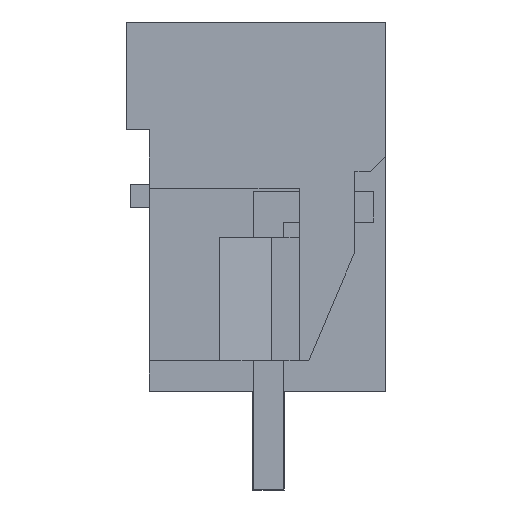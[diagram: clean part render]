
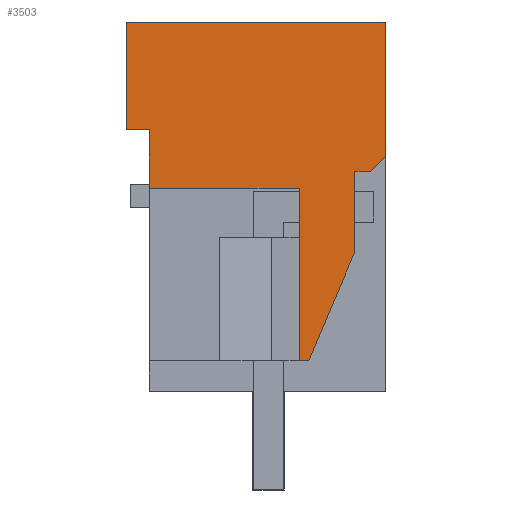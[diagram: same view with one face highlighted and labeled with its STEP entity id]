
A CAD part, left-side view. The second image highlights one B-rep face of the part: STEP entity #3503.
In plain terms, the highlighted planar face has unit normal (-1, 0, 0).
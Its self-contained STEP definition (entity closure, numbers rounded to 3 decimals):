
#3428=AXIS2_PLACEMENT_3D('Plane Axis2P3D',#3425,#3426,#3427) ;
#1729=CARTESIAN_POINT('Vertex',(0.,0.,15.2)) ;
#1732=CARTESIAN_POINT('Line Origine',(0.,0.,13.023)) ;
#1736=CARTESIAN_POINT('Vertex',(0.,0.,10.846)) ;
#2481=CARTESIAN_POINT('Vertex',(0.,7.68,9.8)) ;
#2484=CARTESIAN_POINT('Line Origine',(0.,7.68,10.75)) ;
#2488=CARTESIAN_POINT('Vertex',(0.,7.68,11.7)) ;
#3406=CARTESIAN_POINT('Line Origine',(0.,0.25,10.596)) ;
#3410=CARTESIAN_POINT('Vertex',(0.,0.5,10.346)) ;
#3425=CARTESIAN_POINT('Axis2P3D Location',(0.,-1.5,3.2)) ;
#3430=CARTESIAN_POINT('Line Origine',(0.,4.215,15.2)) ;
#3434=CARTESIAN_POINT('Vertex',(0.,8.43,15.2)) ;
#3437=CARTESIAN_POINT('Line Origine',(0.,8.43,13.45)) ;
#3441=CARTESIAN_POINT('Vertex',(0.,8.43,11.7)) ;
#3444=CARTESIAN_POINT('Line Origine',(0.,8.055,11.7)) ;
#3449=CARTESIAN_POINT('Line Origine',(0.,5.245,9.8)) ;
#3453=CARTESIAN_POINT('Vertex',(0.,2.81,9.8)) ;
#3456=CARTESIAN_POINT('Line Origine',(0.,2.81,7.)) ;
#3460=CARTESIAN_POINT('Vertex',(0.,2.81,4.2)) ;
#3463=CARTESIAN_POINT('Line Origine',(0.,2.655,4.2)) ;
#3467=CARTESIAN_POINT('Vertex',(0.,2.501,4.2)) ;
#3470=CARTESIAN_POINT('Line Origine',(0.,1.752,5.968)) ;
#3474=CARTESIAN_POINT('Vertex',(0.,1.003,7.735)) ;
#3477=CARTESIAN_POINT('Line Origine',(0.,1.003,9.041)) ;
#3481=CARTESIAN_POINT('Vertex',(0.,1.003,10.346)) ;
#3484=CARTESIAN_POINT('Line Origine',(0.,0.751,10.346)) ;
#1733=DIRECTION('Vector Direction',(0.,0.,1.)) ;
#2485=DIRECTION('Vector Direction',(0.,0.,-1.)) ;
#3407=DIRECTION('Vector Direction',(0.,-0.707,0.707)) ;
#3426=DIRECTION('Axis2P3D Direction',(-1.,0.,0.)) ;
#3427=DIRECTION('Axis2P3D XDirection',(0.,0.,1.)) ;
#3431=DIRECTION('Vector Direction',(0.,1.,0.)) ;
#3438=DIRECTION('Vector Direction',(0.,0.,-1.)) ;
#3445=DIRECTION('Vector Direction',(0.,-1.,0.)) ;
#3450=DIRECTION('Vector Direction',(0.,-1.,0.)) ;
#3457=DIRECTION('Vector Direction',(0.,0.,-1.)) ;
#3464=DIRECTION('Vector Direction',(0.,1.,0.)) ;
#3471=DIRECTION('Vector Direction',(0.,0.39,-0.921)) ;
#3478=DIRECTION('Vector Direction',(0.,0.,-1.)) ;
#3485=DIRECTION('Vector Direction',(0.,-1.,0.)) ;
#1734=VECTOR('Line Direction',#1733,1.) ;
#2486=VECTOR('Line Direction',#2485,1.) ;
#3408=VECTOR('Line Direction',#3407,1.) ;
#3432=VECTOR('Line Direction',#3431,1.) ;
#3439=VECTOR('Line Direction',#3438,1.) ;
#3446=VECTOR('Line Direction',#3445,1.) ;
#3451=VECTOR('Line Direction',#3450,1.) ;
#3458=VECTOR('Line Direction',#3457,1.) ;
#3465=VECTOR('Line Direction',#3464,1.) ;
#3472=VECTOR('Line Direction',#3471,1.) ;
#3479=VECTOR('Line Direction',#3478,1.) ;
#3486=VECTOR('Line Direction',#3485,1.) ;
#3490=ORIENTED_EDGE('',*,*,#1738,.T.) ;
#3491=ORIENTED_EDGE('',*,*,#3436,.T.) ;
#3492=ORIENTED_EDGE('',*,*,#3443,.T.) ;
#3493=ORIENTED_EDGE('',*,*,#3448,.T.) ;
#3494=ORIENTED_EDGE('',*,*,#2490,.T.) ;
#3495=ORIENTED_EDGE('',*,*,#3455,.T.) ;
#3496=ORIENTED_EDGE('',*,*,#3462,.T.) ;
#3497=ORIENTED_EDGE('',*,*,#3469,.F.) ;
#3498=ORIENTED_EDGE('',*,*,#3476,.F.) ;
#3499=ORIENTED_EDGE('',*,*,#3483,.F.) ;
#3500=ORIENTED_EDGE('',*,*,#3488,.F.) ;
#3501=ORIENTED_EDGE('',*,*,#3412,.F.) ;
#3503=ADVANCED_FACE('HOUSING',(#3502),#3429,.T.) ;
#1738=EDGE_CURVE('',#1737,#1730,#1735,.T.) ;
#2490=EDGE_CURVE('',#2489,#2482,#2487,.T.) ;
#3412=EDGE_CURVE('',#1737,#3411,#3409,.F.) ;
#3436=EDGE_CURVE('',#1730,#3435,#3433,.T.) ;
#3443=EDGE_CURVE('',#3435,#3442,#3440,.T.) ;
#3448=EDGE_CURVE('',#3442,#2489,#3447,.T.) ;
#3455=EDGE_CURVE('',#2482,#3454,#3452,.T.) ;
#3462=EDGE_CURVE('',#3454,#3461,#3459,.T.) ;
#3469=EDGE_CURVE('',#3468,#3461,#3466,.T.) ;
#3476=EDGE_CURVE('',#3475,#3468,#3473,.T.) ;
#3483=EDGE_CURVE('',#3482,#3475,#3480,.T.) ;
#3488=EDGE_CURVE('',#3411,#3482,#3487,.F.) ;
#3489=EDGE_LOOP('',(#3490,#3491,#3492,#3493,#3494,#3495,#3496,#3497,#3498,#3499,#3500,#3501)) ;
#3502=FACE_OUTER_BOUND('',#3489,.T.) ;
#1735=LINE('Line',#1732,#1734) ;
#2487=LINE('Line',#2484,#2486) ;
#3409=LINE('Line',#3406,#3408) ;
#3433=LINE('Line',#3430,#3432) ;
#3440=LINE('Line',#3437,#3439) ;
#3447=LINE('Line',#3444,#3446) ;
#3452=LINE('Line',#3449,#3451) ;
#3459=LINE('Line',#3456,#3458) ;
#3466=LINE('Line',#3463,#3465) ;
#3473=LINE('Line',#3470,#3472) ;
#3480=LINE('Line',#3477,#3479) ;
#3487=LINE('Line',#3484,#3486) ;
#3429=PLANE('',#3428) ;
#1730=VERTEX_POINT('',#1729) ;
#1737=VERTEX_POINT('',#1736) ;
#2482=VERTEX_POINT('',#2481) ;
#2489=VERTEX_POINT('',#2488) ;
#3411=VERTEX_POINT('',#3410) ;
#3435=VERTEX_POINT('',#3434) ;
#3442=VERTEX_POINT('',#3441) ;
#3454=VERTEX_POINT('',#3453) ;
#3461=VERTEX_POINT('',#3460) ;
#3468=VERTEX_POINT('',#3467) ;
#3475=VERTEX_POINT('',#3474) ;
#3482=VERTEX_POINT('',#3481) ;
